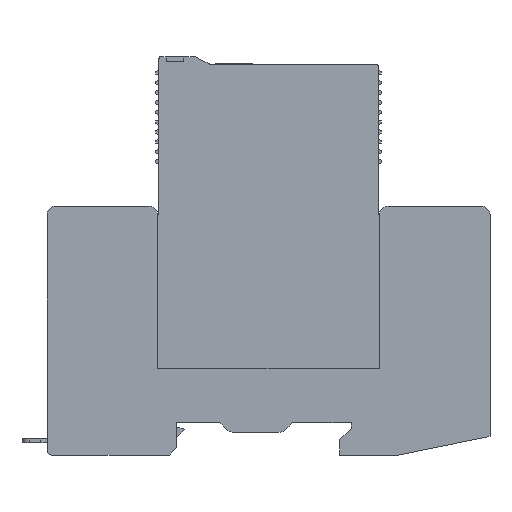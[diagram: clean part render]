
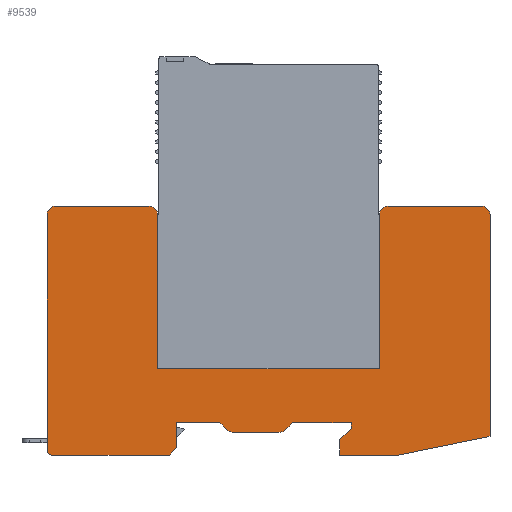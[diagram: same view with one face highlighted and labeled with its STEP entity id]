
A CAD part, front view. The second image highlights one B-rep face of the part: STEP entity #9539.
In plain terms, the highlighted planar face has unit normal (0, -1, 0).
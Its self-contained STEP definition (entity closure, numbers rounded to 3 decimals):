
#8117=DIRECTION('',(0.,0.,1.));
#8118=VECTOR('',#8117,31.3);
#8119=CARTESIAN_POINT('',(-35.49,-22.7,
12.396));
#8120=LINE('',#8119,#8118);
#8138=CARTESIAN_POINT('',(-37.29,-22.7,
43.696));
#8139=DIRECTION('',(0.,1.,0.));
#8140=DIRECTION('',(0.,0.,1.));
#8141=AXIS2_PLACEMENT_3D('',#8138,#8139,#8140);
#8146=CARTESIAN_POINT('',(11.31,-22.7,43.696));
#8147=DIRECTION('',(0.,1.,0.));
#8148=DIRECTION('',(-1.,0.,0.));
#8149=AXIS2_PLACEMENT_3D('',#8146,#8147,#8148);
#8154=CARTESIAN_POINT('',(30.21,-22.7,43.696));
#8155=DIRECTION('',(0.,1.,0.));
#8156=DIRECTION('',(0.,0.,1.));
#8157=AXIS2_PLACEMENT_3D('',#8154,#8155,#8156);
#8162=DIRECTION('',(-0.98,0.,-0.201));
#8163=VECTOR('',#8162,18.886);
#8164=CARTESIAN_POINT('',(32.01,-22.7,
-1.304));
#8165=LINE('',#8164,#8163);
#8169=DIRECTION('',(0.707,0.,0.707));
#8170=VECTOR('',#8169,3.253);
#8171=CARTESIAN_POINT('',(1.51,-22.7,
-2.004));
#8172=LINE('',#8171,#8170);
#8176=DIRECTION('',(-0.707,0.,-0.707));
#8177=VECTOR('',#8176,2.);
#8178=CARTESIAN_POINT('',(-8.101,-22.7,
1.496));
#8179=LINE('',#8178,#8177);
#8183=CARTESIAN_POINT('',(-10.93,-22.7,
1.496));
#8184=DIRECTION('',(0.,1.,0.));
#8185=DIRECTION('',(0.707,0.,-0.707));
#8186=AXIS2_PLACEMENT_3D('',#8183,#8184,#8185);
#8191=CARTESIAN_POINT('',(-20.076,-22.7,
1.496));
#8192=DIRECTION('',(0.,1.,0.));
#8193=DIRECTION('',(0.,0.,-1.));
#8194=AXIS2_PLACEMENT_3D('',#8191,#8192,#8193);
#8199=DIRECTION('',(-0.707,0.,0.707));
#8200=VECTOR('',#8199,2.);
#8201=CARTESIAN_POINT('',(-21.49,-22.7,
0.082));
#8202=LINE('',#8201,#8200);
#8206=DIRECTION('',(-0.707,0.,-0.707));
#8207=VECTOR('',#8206,2.121);
#8208=CARTESIAN_POINT('',(-31.69,-22.7,
-3.604));
#8209=LINE('',#8208,#8207);
#8213=CARTESIAN_POINT('',(-56.99,-22.7,
-4.104));
#8214=DIRECTION('',(0.,1.,0.));
#8215=DIRECTION('',(0.,0.,-1.));
#8216=AXIS2_PLACEMENT_3D('',#8213,#8214,#8215);
#8221=CARTESIAN_POINT('',(-56.19,-22.7,
43.696));
#8222=DIRECTION('',(0.,1.,0.));
#8223=DIRECTION('',(-1.,0.,0.));
#8224=AXIS2_PLACEMENT_3D('',#8221,#8222,#8223);
#8236=DIRECTION('',(-1.,0.,0.));
#8237=VECTOR('',#8236,18.9);
#8238=CARTESIAN_POINT('',(-37.29,-22.7,
45.496));
#8239=LINE('',#8238,#8237);
#8280=DIRECTION('',(0.,0.,-1.));
#8281=VECTOR('',#8280,47.8);
#8282=CARTESIAN_POINT('',(-57.99,-22.7,
43.696));
#8283=LINE('',#8282,#8281);
#8352=DIRECTION('',(1.,0.,0.));
#8353=VECTOR('',#8352,23.8);
#8354=CARTESIAN_POINT('',(-56.99,-22.7,
-5.104));
#8355=LINE('',#8354,#8353);
#8574=DIRECTION('',(-1.,0.,0.));
#8575=VECTOR('',#8574,45.);
#8576=CARTESIAN_POINT('',(9.51,-22.7,12.396));
#8577=LINE('',#8576,#8575);
#8588=DIRECTION('',(0.,0.,-1.));
#8589=VECTOR('',#8588,31.3);
#8590=CARTESIAN_POINT('',(9.51,-22.7,43.696));
#8591=LINE('',#8590,#8589);
#8616=DIRECTION('',(-1.,0.,0.));
#8617=VECTOR('',#8616,18.9);
#8618=CARTESIAN_POINT('',(30.21,-22.7,45.496));
#8619=LINE('',#8618,#8617);
#8675=DIRECTION('',(0.,0.,1.));
#8676=VECTOR('',#8675,45.);
#8677=CARTESIAN_POINT('',(32.01,-22.7,
-1.304));
#8678=LINE('',#8677,#8676);
#8759=DIRECTION('',(1.,0.,0.));
#8760=VECTOR('',#8759,12.);
#8761=CARTESIAN_POINT('',(1.51,-22.7,
-5.104));
#8762=LINE('',#8761,#8760);
#8780=DIRECTION('',(0.,0.,-1.));
#8781=VECTOR('',#8780,3.1);
#8782=CARTESIAN_POINT('',(1.51,-22.7,
-2.004));
#8783=LINE('',#8782,#8781);
#8808=DIRECTION('',(0.,0.,-1.));
#8809=VECTOR('',#8808,1.2);
#8810=CARTESIAN_POINT('',(3.81,-22.7,1.496));
#8811=LINE('',#8810,#8809);
#8829=DIRECTION('',(1.,0.,0.));
#8830=VECTOR('',#8829,11.911);
#8831=CARTESIAN_POINT('',(-8.101,-22.7,
1.496));
#8832=LINE('',#8831,#8830);
#8857=DIRECTION('',(1.,0.,0.));
#8858=VECTOR('',#8857,9.146);
#8859=CARTESIAN_POINT('',(-20.076,-22.7,
-0.504));
#8860=LINE('',#8859,#8858);
#8899=DIRECTION('',(1.,0.,0.));
#8900=VECTOR('',#8899,8.786);
#8901=CARTESIAN_POINT('',(-31.69,-22.7,
1.496));
#8902=LINE('',#8901,#8900);
#8920=DIRECTION('',(0.,0.,1.));
#8921=VECTOR('',#8920,5.1);
#8922=CARTESIAN_POINT('',(-31.69,-22.7,
-3.604));
#8923=LINE('',#8922,#8921);
#9165=CARTESIAN_POINT('',(-33.19,-22.7,
-5.104));
#9166=VERTEX_POINT('',#9165);
#9167=CARTESIAN_POINT('',(-31.69,-22.7,
-3.604));
#9168=VERTEX_POINT('',#9167);
#9219=CARTESIAN_POINT('',(-35.49,-22.7,
43.696));
#9220=VERTEX_POINT('',#9219);
#9221=CARTESIAN_POINT('',(-35.49,-22.7,
12.396));
#9222=VERTEX_POINT('',#9221);
#9223=CARTESIAN_POINT('',(-37.29,-22.7,
45.496));
#9224=VERTEX_POINT('',#9223);
#9225=CARTESIAN_POINT('',(-56.19,-22.7,
45.496));
#9226=VERTEX_POINT('',#9225);
#9227=CARTESIAN_POINT('',(9.51,-22.7,12.396));
#9228=VERTEX_POINT('',#9227);
#9229=CARTESIAN_POINT('',(9.51,-22.7,43.696));
#9230=VERTEX_POINT('',#9229);
#9231=CARTESIAN_POINT('',(11.31,-22.7,45.496));
#9232=VERTEX_POINT('',#9231);
#9233=CARTESIAN_POINT('',(30.21,-22.7,45.496));
#9234=VERTEX_POINT('',#9233);
#9235=CARTESIAN_POINT('',(32.01,-22.7,43.696));
#9236=VERTEX_POINT('',#9235);
#9237=CARTESIAN_POINT('',(32.01,-22.7,
-1.304));
#9238=VERTEX_POINT('',#9237);
#9239=CARTESIAN_POINT('',(13.51,-22.7,
-5.104));
#9240=VERTEX_POINT('',#9239);
#9241=CARTESIAN_POINT('',(1.51,-22.7,
-5.104));
#9242=VERTEX_POINT('',#9241);
#9243=CARTESIAN_POINT('',(1.51,-22.7,
-2.004));
#9244=VERTEX_POINT('',#9243);
#9245=CARTESIAN_POINT('',(3.81,-22.7,
0.296));
#9246=VERTEX_POINT('',#9245);
#9247=CARTESIAN_POINT('',(3.81,-22.7,1.496));
#9248=VERTEX_POINT('',#9247);
#9249=CARTESIAN_POINT('',(-8.101,-22.7,
1.496));
#9250=VERTEX_POINT('',#9249);
#9251=CARTESIAN_POINT('',(-9.515,-22.7,
0.082));
#9252=VERTEX_POINT('',#9251);
#9253=CARTESIAN_POINT('',(-10.93,-22.7,
-0.504));
#9254=VERTEX_POINT('',#9253);
#9255=CARTESIAN_POINT('',(-20.076,-22.7,
-0.504));
#9256=VERTEX_POINT('',#9255);
#9257=CARTESIAN_POINT('',(-21.49,-22.7,
0.082));
#9258=VERTEX_POINT('',#9257);
#9259=CARTESIAN_POINT('',(-22.904,-22.7,
1.496));
#9260=VERTEX_POINT('',#9259);
#9261=CARTESIAN_POINT('',(-31.69,-22.7,
1.496));
#9262=VERTEX_POINT('',#9261);
#9263=CARTESIAN_POINT('',(-56.99,-22.7,
-5.104));
#9264=VERTEX_POINT('',#9263);
#9265=CARTESIAN_POINT('',(-57.99,-22.7,
-4.104));
#9266=VERTEX_POINT('',#9265);
#9267=CARTESIAN_POINT('',(-57.99,-22.7,
43.696));
#9268=VERTEX_POINT('',#9267);
#9481=CARTESIAN_POINT('',(-46.74,-22.7,
19.796));
#9482=DIRECTION('',(0.,-1.,0.));
#9483=DIRECTION('',(0.,0.,-1.));
#9484=AXIS2_PLACEMENT_3D('',#9481,#9482,#9483);
#9485=PLANE('',#9484);
#9487=ORIENTED_EDGE('',*,*,#9486,.F.);
#9488=ORIENTED_EDGE('',*,*,#9473,.T.);
#9489=ORIENTED_EDGE('',*,*,#9462,.F.);
#9491=ORIENTED_EDGE('',*,*,#9490,.F.);
#9493=ORIENTED_EDGE('',*,*,#9492,.F.);
#9495=ORIENTED_EDGE('',*,*,#9494,.T.);
#9497=ORIENTED_EDGE('',*,*,#9496,.F.);
#9499=ORIENTED_EDGE('',*,*,#9498,.T.);
#9501=ORIENTED_EDGE('',*,*,#9500,.F.);
#9503=ORIENTED_EDGE('',*,*,#9502,.T.);
#9505=ORIENTED_EDGE('',*,*,#9504,.F.);
#9507=ORIENTED_EDGE('',*,*,#9506,.F.);
#9509=ORIENTED_EDGE('',*,*,#9508,.T.);
#9511=ORIENTED_EDGE('',*,*,#9510,.F.);
#9513=ORIENTED_EDGE('',*,*,#9512,.F.);
#9515=ORIENTED_EDGE('',*,*,#9514,.T.);
#9517=ORIENTED_EDGE('',*,*,#9516,.T.);
#9519=ORIENTED_EDGE('',*,*,#9518,.F.);
#9521=ORIENTED_EDGE('',*,*,#9520,.T.);
#9523=ORIENTED_EDGE('',*,*,#9522,.T.);
#9525=ORIENTED_EDGE('',*,*,#9524,.F.);
#9527=ORIENTED_EDGE('',*,*,#9526,.F.);
#9528=ORIENTED_EDGE('',*,*,#9384,.T.);
#9530=ORIENTED_EDGE('',*,*,#9529,.F.);
#9532=ORIENTED_EDGE('',*,*,#9531,.T.);
#9534=ORIENTED_EDGE('',*,*,#9533,.F.);
#9536=ORIENTED_EDGE('',*,*,#9535,.T.);
#9537=EDGE_LOOP('',(#9487,#9488,#9489,#9491,#9493,#9495,#9497,#9499,#9501,#9503,
#9505,#9507,#9509,#9511,#9513,#9515,#9517,#9519,#9521,#9523,#9525,#9527,#9528,
#9530,#9532,#9534,#9536));
#9538=FACE_OUTER_BOUND('',#9537,.F.);
#8142=CIRCLE('',#8141,1.8);
#8150=CIRCLE('',#8149,1.8);
#8158=CIRCLE('',#8157,1.8);
#8187=CIRCLE('',#8186,2.);
#8195=CIRCLE('',#8194,2.);
#8217=CIRCLE('',#8216,1.);
#8225=CIRCLE('',#8224,1.8);
#9384=EDGE_CURVE('',#9168,#9166,#8209,.T.);
#9462=EDGE_CURVE('',#9222,#9220,#8120,.T.);
#9473=EDGE_CURVE('',#9224,#9220,#8142,.T.);
#9486=EDGE_CURVE('',#9224,#9226,#8239,.T.);
#9490=EDGE_CURVE('',#9228,#9222,#8577,.T.);
#9492=EDGE_CURVE('',#9230,#9228,#8591,.T.);
#9494=EDGE_CURVE('',#9230,#9232,#8150,.T.);
#9496=EDGE_CURVE('',#9234,#9232,#8619,.T.);
#9498=EDGE_CURVE('',#9234,#9236,#8158,.T.);
#9500=EDGE_CURVE('',#9238,#9236,#8678,.T.);
#9502=EDGE_CURVE('',#9238,#9240,#8165,.T.);
#9504=EDGE_CURVE('',#9242,#9240,#8762,.T.);
#9506=EDGE_CURVE('',#9244,#9242,#8783,.T.);
#9508=EDGE_CURVE('',#9244,#9246,#8172,.T.);
#9510=EDGE_CURVE('',#9248,#9246,#8811,.T.);
#9512=EDGE_CURVE('',#9250,#9248,#8832,.T.);
#9514=EDGE_CURVE('',#9250,#9252,#8179,.T.);
#9516=EDGE_CURVE('',#9252,#9254,#8187,.T.);
#9518=EDGE_CURVE('',#9256,#9254,#8860,.T.);
#9520=EDGE_CURVE('',#9256,#9258,#8195,.T.);
#9522=EDGE_CURVE('',#9258,#9260,#8202,.T.);
#9524=EDGE_CURVE('',#9262,#9260,#8902,.T.);
#9526=EDGE_CURVE('',#9168,#9262,#8923,.T.);
#9529=EDGE_CURVE('',#9264,#9166,#8355,.T.);
#9531=EDGE_CURVE('',#9264,#9266,#8217,.T.);
#9533=EDGE_CURVE('',#9268,#9266,#8283,.T.);
#9535=EDGE_CURVE('',#9268,#9226,#8225,.T.);
#9539=ADVANCED_FACE('',(#9538),#9485,.T.);
